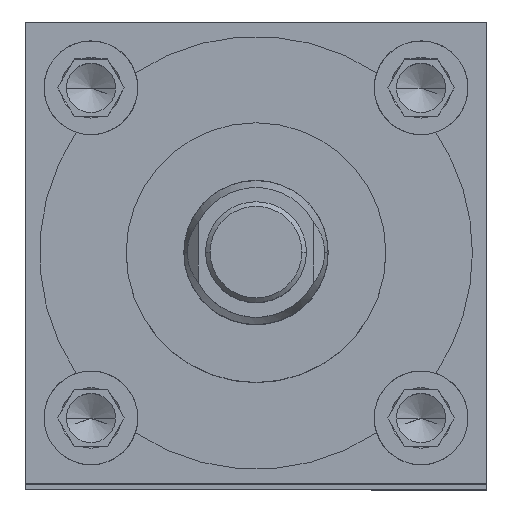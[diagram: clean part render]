
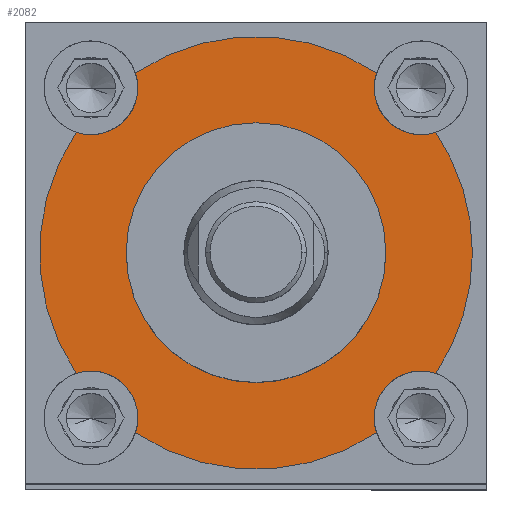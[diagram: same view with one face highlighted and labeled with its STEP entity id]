
A CAD part, top view. The second image highlights one B-rep face of the part: STEP entity #2082.
In plain terms, the highlighted planar face has unit normal (0, 0, 1).
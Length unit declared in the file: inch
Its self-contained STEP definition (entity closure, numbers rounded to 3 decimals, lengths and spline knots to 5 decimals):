
#14 = CIRCLE ( 'NONE', #3440, 0.203 ) ;
#95 = CARTESIAN_POINT ( 'NONE',  ( 0.512, -0.715, 15.62 ) ) ;
#128 = DIRECTION ( 'NONE',  ( 0., 0., 1. ) ) ;
#199 = FACE_BOUND ( 'NONE', #2401, .T. ) ;
#281 = CARTESIAN_POINT ( 'NONE',  ( 0., 0., 15.62 ) ) ;
#382 = VERTEX_POINT ( 'NONE', #4387 ) ;
#411 = DIRECTION ( 'NONE',  ( 1., 0., 0. ) ) ;
#415 = CARTESIAN_POINT ( 'NONE',  ( -0.715, -0.715, 15.62 ) ) ;
#483 = CARTESIAN_POINT ( 'NONE',  ( 0.715, -0.715, 15.62 ) ) ;
#541 = EDGE_CURVE ( 'NONE', #6390, #1067, #3661, .T. ) ;
#543 = CIRCLE ( 'NONE', #4178, 0.203 ) ;
#606 = ORIENTED_EDGE ( 'NONE', *, *, #4825, .T. ) ;
#645 = AXIS2_PLACEMENT_3D ( 'NONE', #4197, #1253, #6090 ) ;
#648 = CIRCLE ( 'NONE', #2642, 0.5625 ) ;
#714 = PLANE ( 'NONE',  #3270 ) ;
#796 = CIRCLE ( 'NONE', #3395, 0.203 ) ;
#962 = CARTESIAN_POINT ( 'NONE',  ( 0., 0., 15.62 ) ) ;
#1011 = EDGE_CURVE ( 'NONE', #6390, #6074, #6332, .T. ) ;
#1046 = VERTEX_POINT ( 'NONE', #6088 ) ;
#1067 = VERTEX_POINT ( 'NONE', #5365 ) ;
#1179 = EDGE_CURVE ( 'NONE', #1067, #5217, #1485, .T. ) ;
#1253 = DIRECTION ( 'NONE',  ( 0., 0., 1. ) ) ;
#1275 = CARTESIAN_POINT ( 'NONE',  ( 0.52222, 0.77859, 15.62 ) ) ;
#1296 = CIRCLE ( 'NONE', #3804, 0.9375 ) ;
#1342 = DIRECTION ( 'NONE',  ( 0., 0., 1. ) ) ;
#1349 = DIRECTION ( 'NONE',  ( 0., 0., 1. ) ) ;
#1368 = CIRCLE ( 'NONE', #5005, 0.9375 ) ;
#1387 = CIRCLE ( 'NONE', #3059, 0.203 ) ;
#1429 = CARTESIAN_POINT ( 'NONE',  ( 0.77859, 0.52222, 15.62 ) ) ;
#1455 = ORIENTED_EDGE ( 'NONE', *, *, #541, .F. ) ;
#1485 = CIRCLE ( 'NONE', #1910, 0.203 ) ;
#1487 = ORIENTED_EDGE ( 'NONE', *, *, #2924, .F. ) ;
#1490 = ORIENTED_EDGE ( 'NONE', *, *, #2767, .T. ) ;
#1500 = DIRECTION ( 'NONE',  ( 1., 0., 0. ) ) ;
#1510 = ORIENTED_EDGE ( 'NONE', *, *, #1011, .T. ) ;
#1515 = DIRECTION ( 'NONE',  ( 1., 0., 0. ) ) ;
#1527 = VERTEX_POINT ( 'NONE', #2211 ) ;
#1579 = DIRECTION ( 'NONE',  ( 1., 0., 0. ) ) ;
#1626 = DIRECTION ( 'NONE',  ( 0., 0., 1. ) ) ;
#1631 = CARTESIAN_POINT ( 'NONE',  ( 0.715, -0.715, 15.62 ) ) ;
#1673 = CARTESIAN_POINT ( 'NONE',  ( 0., 0., 15.62 ) ) ;
#1678 = AXIS2_PLACEMENT_3D ( 'NONE', #6128, #2180, #2245 ) ;
#1709 = CIRCLE ( 'NONE', #5348, 0.203 ) ;
#1770 = CARTESIAN_POINT ( 'NONE',  ( 0., 0., 15.62 ) ) ;
#1796 = DIRECTION ( 'NONE',  ( 0., 0., 1. ) ) ;
#1815 = DIRECTION ( 'NONE',  ( 0., 0., 1. ) ) ;
#1838 = EDGE_CURVE ( 'NONE', #3675, #6371, #3722, .T. ) ;
#1893 = AXIS2_PLACEMENT_3D ( 'NONE', #1673, #128, #1579 ) ;
#1910 = AXIS2_PLACEMENT_3D ( 'NONE', #5556, #1815, #411 ) ;
#1973 = ORIENTED_EDGE ( 'NONE', *, *, #2136, .F. ) ;
#2082 = ADVANCED_FACE ( 'NONE', ( #2238, #199 ), #714, .T. ) ;
#2134 = VERTEX_POINT ( 'NONE', #3928 ) ;
#2136 = EDGE_CURVE ( 'NONE', #382, #6074, #1387, .T. ) ;
#2148 = ORIENTED_EDGE ( 'NONE', *, *, #5991, .T. ) ;
#2180 = DIRECTION ( 'NONE',  ( 0., 0., 1. ) ) ;
#2211 = CARTESIAN_POINT ( 'NONE',  ( 0.9375, 0., 15.62 ) ) ;
#2230 = CIRCLE ( 'NONE', #2544, 0.9375 ) ;
#2235 = ORIENTED_EDGE ( 'NONE', *, *, #2422, .T. ) ;
#2238 = FACE_OUTER_BOUND ( 'NONE', #3231, .T. ) ;
#2245 = DIRECTION ( 'NONE',  ( 1., 0., 0. ) ) ;
#2373 = VERTEX_POINT ( 'NONE', #95 ) ;
#2401 = EDGE_LOOP ( 'NONE', ( #2445, #4826 ) ) ;
#2422 = EDGE_CURVE ( 'NONE', #3203, #3968, #1296, .T. ) ;
#2445 = ORIENTED_EDGE ( 'NONE', *, *, #4397, .F. ) ;
#2544 = AXIS2_PLACEMENT_3D ( 'NONE', #4447, #5943, #1500 ) ;
#2568 = EDGE_CURVE ( 'NONE', #3203, #1046, #1709, .T. ) ;
#2642 = AXIS2_PLACEMENT_3D ( 'NONE', #5797, #1349, #2701 ) ;
#2701 = DIRECTION ( 'NONE',  ( 1., 0., 0. ) ) ;
#2713 = DIRECTION ( 'NONE',  ( 0., 0., 1. ) ) ;
#2722 = DIRECTION ( 'NONE',  ( 1., 0., 0. ) ) ;
#2733 = CARTESIAN_POINT ( 'NONE',  ( -0.52222, 0.77859, 15.62 ) ) ;
#2767 = EDGE_CURVE ( 'NONE', #1527, #5217, #2230, .T. ) ;
#2856 = DIRECTION ( 'NONE',  ( 0., 0., 1. ) ) ;
#2897 = EDGE_CURVE ( 'NONE', #2134, #382, #3294, .T. ) ;
#2924 = EDGE_CURVE ( 'NONE', #1046, #4478, #796, .T. ) ;
#3059 = AXIS2_PLACEMENT_3D ( 'NONE', #6347, #5796, #3411 ) ;
#3107 = DIRECTION ( 'NONE',  ( 1., 0., 0. ) ) ;
#3144 = DIRECTION ( 'NONE',  ( 0., 0., 1. ) ) ;
#3147 = DIRECTION ( 'NONE',  ( 0., 0., 1. ) ) ;
#3189 = AXIS2_PLACEMENT_3D ( 'NONE', #5566, #2713, #3107 ) ;
#3203 = VERTEX_POINT ( 'NONE', #3523 ) ;
#3231 = EDGE_LOOP ( 'NONE', ( #6252, #2148, #1490, #4404, #1455, #1510, #1973, #5124, #606, #1487, #5667, #2235, #4145 ) ) ;
#3250 = DIRECTION ( 'NONE',  ( 1., 0., 0. ) ) ;
#3270 = AXIS2_PLACEMENT_3D ( 'NONE', #1770, #6185, #3250 ) ;
#3294 = CIRCLE ( 'NONE', #3189, 0.203 ) ;
#3312 = AXIS2_PLACEMENT_3D ( 'NONE', #5553, #4059, #1515 ) ;
#3395 = AXIS2_PLACEMENT_3D ( 'NONE', #4214, #1626, #6168 ) ;
#3411 = DIRECTION ( 'NONE',  ( 1., 0., 0. ) ) ;
#3440 = AXIS2_PLACEMENT_3D ( 'NONE', #483, #1342, #4951 ) ;
#3523 = CARTESIAN_POINT ( 'NONE',  ( -0.52222, -0.77859, 15.62 ) ) ;
#3661 = CIRCLE ( 'NONE', #1678, 0.203 ) ;
#3675 = VERTEX_POINT ( 'NONE', #4971 ) ;
#3722 = CIRCLE ( 'NONE', #3312, 0.5625 ) ;
#3804 = AXIS2_PLACEMENT_3D ( 'NONE', #281, #3147, #2722 ) ;
#3928 = CARTESIAN_POINT ( 'NONE',  ( -0.77859, 0.52222, 15.62 ) ) ;
#3968 = VERTEX_POINT ( 'NONE', #5458 ) ;
#3990 = CARTESIAN_POINT ( 'NONE',  ( -0.5625, 0., 15.62 ) ) ;
#4059 = DIRECTION ( 'NONE',  ( 0., 0., 1. ) ) ;
#4145 = ORIENTED_EDGE ( 'NONE', *, *, #5359, .F. ) ;
#4178 = AXIS2_PLACEMENT_3D ( 'NONE', #1631, #3144, #5126 ) ;
#4197 = CARTESIAN_POINT ( 'NONE',  ( 0., 0., 15.62 ) ) ;
#4214 = CARTESIAN_POINT ( 'NONE',  ( -0.715, -0.715, 15.62 ) ) ;
#4379 = DIRECTION ( 'NONE',  ( 1., 0., 0. ) ) ;
#4387 = CARTESIAN_POINT ( 'NONE',  ( -0.512, 0.715, 15.62 ) ) ;
#4397 = EDGE_CURVE ( 'NONE', #6371, #3675, #648, .T. ) ;
#4404 = ORIENTED_EDGE ( 'NONE', *, *, #1179, .F. ) ;
#4447 = CARTESIAN_POINT ( 'NONE',  ( 0., 0., 15.62 ) ) ;
#4478 = VERTEX_POINT ( 'NONE', #4487 ) ;
#4487 = CARTESIAN_POINT ( 'NONE',  ( -0.77859, -0.52222, 15.62 ) ) ;
#4825 = EDGE_CURVE ( 'NONE', #2134, #4478, #1368, .T. ) ;
#4826 = ORIENTED_EDGE ( 'NONE', *, *, #1838, .F. ) ;
#4848 = DIRECTION ( 'NONE',  ( 1., 0., 0. ) ) ;
#4921 = EDGE_CURVE ( 'NONE', #6006, #2373, #14, .T. ) ;
#4951 = DIRECTION ( 'NONE',  ( 1., 0., 0. ) ) ;
#4971 = CARTESIAN_POINT ( 'NONE',  ( 0.5625, 0., 15.62 ) ) ;
#5005 = AXIS2_PLACEMENT_3D ( 'NONE', #962, #2856, #4379 ) ;
#5107 = CIRCLE ( 'NONE', #645, 0.9375 ) ;
#5124 = ORIENTED_EDGE ( 'NONE', *, *, #2897, .F. ) ;
#5126 = DIRECTION ( 'NONE',  ( 1., 0., 0. ) ) ;
#5217 = VERTEX_POINT ( 'NONE', #1429 ) ;
#5225 = CARTESIAN_POINT ( 'NONE',  ( 0.77859, -0.52222, 15.62 ) ) ;
#5348 = AXIS2_PLACEMENT_3D ( 'NONE', #415, #1796, #4848 ) ;
#5359 = EDGE_CURVE ( 'NONE', #2373, #3968, #543, .T. ) ;
#5365 = CARTESIAN_POINT ( 'NONE',  ( 0.512, 0.715, 15.62 ) ) ;
#5458 = CARTESIAN_POINT ( 'NONE',  ( 0.52222, -0.77859, 15.62 ) ) ;
#5553 = CARTESIAN_POINT ( 'NONE',  ( 0., 0., 15.62 ) ) ;
#5556 = CARTESIAN_POINT ( 'NONE',  ( 0.715, 0.715, 15.62 ) ) ;
#5566 = CARTESIAN_POINT ( 'NONE',  ( -0.715, 0.715, 15.62 ) ) ;
#5667 = ORIENTED_EDGE ( 'NONE', *, *, #2568, .F. ) ;
#5796 = DIRECTION ( 'NONE',  ( 0., 0., 1. ) ) ;
#5797 = CARTESIAN_POINT ( 'NONE',  ( 0., 0., 15.62 ) ) ;
#5943 = DIRECTION ( 'NONE',  ( 0., 0., 1. ) ) ;
#5991 = EDGE_CURVE ( 'NONE', #6006, #1527, #5107, .T. ) ;
#6006 = VERTEX_POINT ( 'NONE', #5225 ) ;
#6074 = VERTEX_POINT ( 'NONE', #2733 ) ;
#6088 = CARTESIAN_POINT ( 'NONE',  ( -0.512, -0.715, 15.62 ) ) ;
#6090 = DIRECTION ( 'NONE',  ( 1., 0., 0. ) ) ;
#6128 = CARTESIAN_POINT ( 'NONE',  ( 0.715, 0.715, 15.62 ) ) ;
#6168 = DIRECTION ( 'NONE',  ( 1., 0., 0. ) ) ;
#6185 = DIRECTION ( 'NONE',  ( 0., 0., 1. ) ) ;
#6252 = ORIENTED_EDGE ( 'NONE', *, *, #4921, .F. ) ;
#6332 = CIRCLE ( 'NONE', #1893, 0.9375 ) ;
#6347 = CARTESIAN_POINT ( 'NONE',  ( -0.715, 0.715, 15.62 ) ) ;
#6371 = VERTEX_POINT ( 'NONE', #3990 ) ;
#6390 = VERTEX_POINT ( 'NONE', #1275 ) ;
